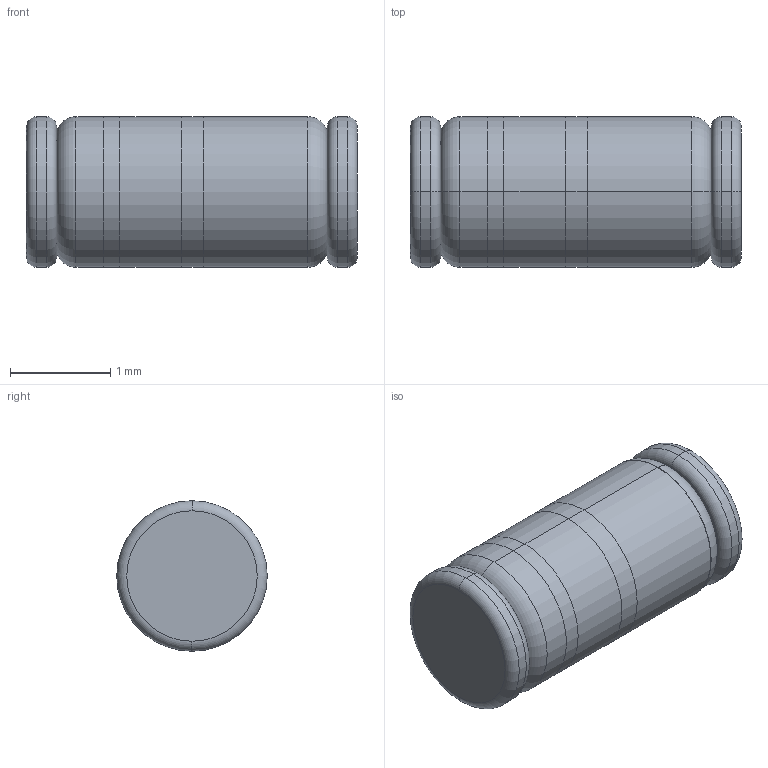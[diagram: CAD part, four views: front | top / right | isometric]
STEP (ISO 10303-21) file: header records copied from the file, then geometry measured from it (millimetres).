
FILE_DESCRIPTION (( 'STEP AP214' ), '1' );
FILE_NAME ('SOD-80C_L3.3-W1.5-H1.5-RD.step', '2022-07-29T07:53:00', ( '' ), ( '' ), 'SwSTEP 2.0', 'SolidWorks 2020', '' );
FILE_SCHEMA (( 'AUTOMOTIVE_DESIGN' ));
Length unit declared in the file: millimetre
Products named in the file (1): SOD-80C_L3.3-W1.5-H1.5-RD
Bounding box: 3.3 x 1.5 x 1.5 mm (x, y, z)
Volume: 5.3 mm3; surface area: 41.1 mm2
Topology: 2 solids, 3 shells, 272 faces, 707 edges, 464 vertices
Faces by surface type: plane 136, bspline 98, cylinder 24, torus 14
Entity records: 11744 total; most frequent: CARTESIAN_POINT 2750, ORIENTED_EDGE 1414, DIRECTION 925, EDGE_CURVE 707, VERTEX_POINT 464, LINE 439, VECTOR 439, EDGE_LOOP 297
